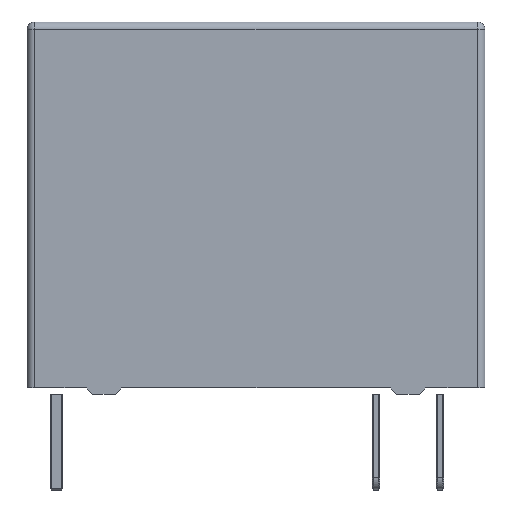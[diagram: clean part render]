
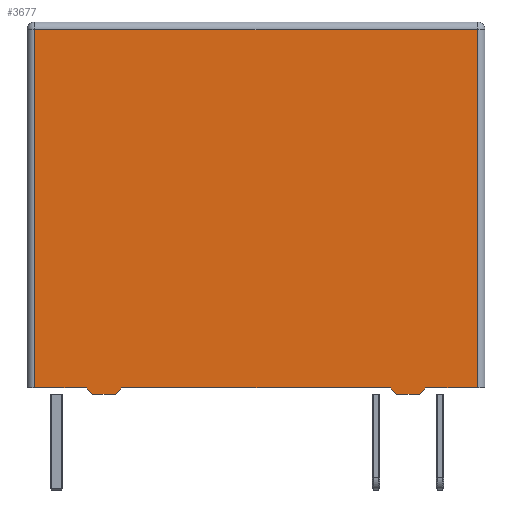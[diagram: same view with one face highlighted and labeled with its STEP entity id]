
A CAD part, front view. The second image highlights one B-rep face of the part: STEP entity #3677.
In plain terms, the highlighted planar face has unit normal (0, -1, 0).
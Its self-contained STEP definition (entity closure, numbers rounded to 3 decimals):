
#156=PLANE('',#3881);
#361=FACE_OUTER_BOUND('',#579,.T.);
#579=EDGE_LOOP('',(#3144,#3145,#3146,#3147,#3148,#3149,#3150,#3151,#3152,
#3153,#3154,#3155));
#859=LINE('',#6489,#1237);
#864=LINE('',#6498,#1242);
#868=LINE('',#6511,#1246);
#873=LINE('',#6520,#1251);
#879=LINE('',#6532,#1257);
#888=LINE('',#6568,#1266);
#890=LINE('',#6581,#1268);
#892=LINE('',#6584,#1270);
#895=LINE('',#6591,#1273);
#896=LINE('',#6593,#1274);
#897=LINE('',#6595,#1275);
#898=LINE('',#6596,#1276);
#1237=VECTOR('',#4276,10.);
#1242=VECTOR('',#4285,10.);
#1246=VECTOR('',#4295,10.);
#1251=VECTOR('',#4304,10.);
#1257=VECTOR('',#4316,10.);
#1266=VECTOR('',#4361,10.);
#1268=VECTOR('',#4377,10.);
#1270=VECTOR('',#4381,10.);
#1273=VECTOR('',#4392,10.);
#1274=VECTOR('',#4393,10.);
#1275=VECTOR('',#4394,10.);
#1276=VECTOR('',#4395,10.);
#1769=VERTEX_POINT('',#6486);
#1770=VERTEX_POINT('',#6488);
#1772=VERTEX_POINT('',#6496);
#1777=VERTEX_POINT('',#6508);
#1778=VERTEX_POINT('',#6510);
#1780=VERTEX_POINT('',#6518);
#1783=VERTEX_POINT('',#6530);
#1791=VERTEX_POINT('',#6561);
#1794=VERTEX_POINT('',#6574);
#1796=VERTEX_POINT('',#6579);
#1797=VERTEX_POINT('',#6592);
#1798=VERTEX_POINT('',#6594);
#2215=EDGE_CURVE('',#1770,#1769,#859,.T.);
#2220=EDGE_CURVE('',#1769,#1772,#864,.T.);
#2226=EDGE_CURVE('',#1778,#1777,#868,.T.);
#2231=EDGE_CURVE('',#1772,#1780,#873,.T.);
#2237=EDGE_CURVE('',#1780,#1783,#879,.T.);
#2256=EDGE_CURVE('',#1791,#1777,#888,.T.);
#2262=EDGE_CURVE('',#1796,#1794,#890,.T.);
#2264=EDGE_CURVE('',#1794,#1791,#892,.T.);
#2267=EDGE_CURVE('',#1796,#1770,#895,.T.);
#2268=EDGE_CURVE('',#1783,#1797,#896,.T.);
#2269=EDGE_CURVE('',#1797,#1798,#897,.T.);
#2270=EDGE_CURVE('',#1798,#1778,#898,.T.);
#3144=ORIENTED_EDGE('',*,*,#2256,.F.);
#3145=ORIENTED_EDGE('',*,*,#2264,.F.);
#3146=ORIENTED_EDGE('',*,*,#2262,.F.);
#3147=ORIENTED_EDGE('',*,*,#2267,.T.);
#3148=ORIENTED_EDGE('',*,*,#2215,.T.);
#3149=ORIENTED_EDGE('',*,*,#2220,.T.);
#3150=ORIENTED_EDGE('',*,*,#2231,.T.);
#3151=ORIENTED_EDGE('',*,*,#2237,.T.);
#3152=ORIENTED_EDGE('',*,*,#2268,.T.);
#3153=ORIENTED_EDGE('',*,*,#2269,.T.);
#3154=ORIENTED_EDGE('',*,*,#2270,.T.);
#3155=ORIENTED_EDGE('',*,*,#2226,.T.);
#3677=ADVANCED_FACE('',(#361),#156,.T.);
#3881=AXIS2_PLACEMENT_3D('',#6590,#4390,#4391);
#4276=DIRECTION('',(0.707,0.,-0.707));
#4285=DIRECTION('',(1.,0.,0.));
#4295=DIRECTION('',(1.,0.,0.));
#4304=DIRECTION('',(0.707,0.,0.707));
#4316=DIRECTION('',(1.,0.,0.));
#4361=DIRECTION('',(0.,0.,-1.));
#4377=DIRECTION('',(0.,0.,1.));
#4381=DIRECTION('',(1.,0.,0.));
#4390=DIRECTION('center_axis',(0.,-1.,0.));
#4391=DIRECTION('ref_axis',(1.,0.,0.));
#4392=DIRECTION('',(1.,0.,0.));
#4393=DIRECTION('',(0.707,0.,-0.707));
#4394=DIRECTION('',(1.,0.,0.));
#4395=DIRECTION('',(0.707,0.,0.707));
#6486=CARTESIAN_POINT('',(1.44,-1.3,0.));
#6488=CARTESIAN_POINT('',(1.186,-1.3,0.254));
#6489=CARTESIAN_POINT('',(0.661,-1.3,0.78));
#6496=CARTESIAN_POINT('',(2.34,-1.3,0.));
#6498=CARTESIAN_POINT('',(-1.17,-1.3,0.));
#6508=CARTESIAN_POINT('',(16.73,-1.3,0.254));
#6510=CARTESIAN_POINT('',(14.674,-1.3,0.254));
#6511=CARTESIAN_POINT('',(6.752,-1.3,0.254));
#6518=CARTESIAN_POINT('',(2.594,-1.3,0.254));
#6520=CARTESIAN_POINT('',(1.463,-1.3,-0.878));
#6530=CARTESIAN_POINT('',(13.266,-1.3,0.254));
#6532=CARTESIAN_POINT('',(0.712,-1.3,0.254));
#6561=CARTESIAN_POINT('',(16.73,-1.3,14.5));
#6568=CARTESIAN_POINT('',(16.73,-1.3,0.));
#6574=CARTESIAN_POINT('',(-0.87,-1.3,14.5));
#6579=CARTESIAN_POINT('',(-0.87,-1.3,0.254));
#6581=CARTESIAN_POINT('',(-0.87,-1.3,0.));
#6584=CARTESIAN_POINT('',(3.38,-1.3,14.5));
#6590=CARTESIAN_POINT('Origin',(-1.17,-1.3,0.));
#6591=CARTESIAN_POINT('',(-1.17,-1.3,0.254));
#6592=CARTESIAN_POINT('',(13.52,-1.3,0.));
#6593=CARTESIAN_POINT('',(9.72,-1.3,3.8));
#6594=CARTESIAN_POINT('',(14.42,-1.3,0.));
#6595=CARTESIAN_POINT('',(-1.17,-1.3,0.));
#6596=CARTESIAN_POINT('',(10.523,-1.3,-3.898));
